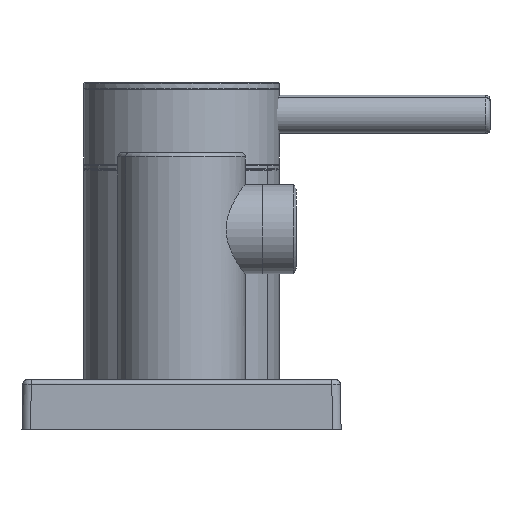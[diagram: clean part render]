
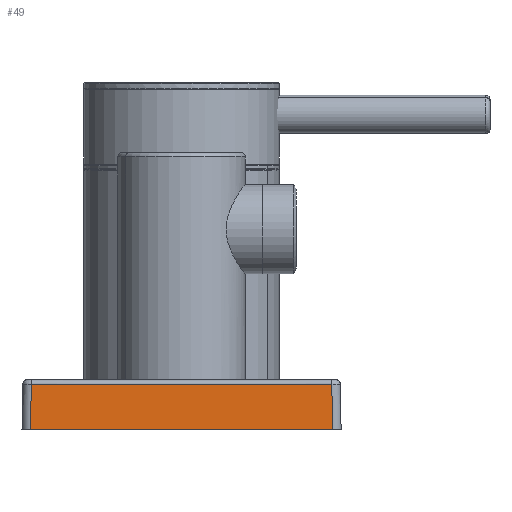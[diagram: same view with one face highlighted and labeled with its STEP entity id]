
A CAD part, left-side view. The second image highlights one B-rep face of the part: STEP entity #49.
In plain terms, the highlighted planar face has unit normal (-1, 0, 0.018).
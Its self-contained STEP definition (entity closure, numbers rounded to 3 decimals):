
#49 = ADVANCED_FACE ( 'NONE', ( #698 ), #241, .F. ) ;
#71 = DIRECTION ( 'NONE',  ( 0.017, 0., 1. ) ) ;
#97 = DIRECTION ( 'NONE',  ( 1., 0., -0.017 ) ) ;
#241 = PLANE ( 'NONE',  #2059 ) ;
#275 = CARTESIAN_POINT ( 'NONE',  ( -137.5, 37.5, 0. ) ) ;
#406 = CARTESIAN_POINT ( 'NONE',  ( -137.407, 35.408, 5.309 ) ) ;
#417 = VECTOR ( 'NONE', #1390, 1000. ) ;
#430 = LINE ( 'NONE', #406, #417 ) ;
#445 = CARTESIAN_POINT ( 'NONE',  ( -137.315, -35.315, 10.619 ) ) ;
#521 = EDGE_CURVE ( 'NONE', #1781, #2161, #430, .T. ) ;
#698 = FACE_OUTER_BOUND ( 'NONE', #1239, .T. ) ;
#823 = ORIENTED_EDGE ( 'NONE', *, *, #521, .T. ) ;
#838 = CARTESIAN_POINT ( 'NONE',  ( -137.315, 35.315, 10.619 ) ) ;
#1178 = CARTESIAN_POINT ( 'NONE',  ( -137.315, 21.189, 10.626 ) ) ;
#1206 = DIRECTION ( 'NONE',  ( 0., 1., 0. ) ) ;
#1231 = CARTESIAN_POINT ( 'NONE',  ( -137.5, 0., 0. ) ) ;
#1239 = EDGE_LOOP ( 'NONE', ( #823, #1574, #3868, #1829 ) ) ;
#1390 = DIRECTION ( 'NONE',  ( -0.017, 0.017, -1. ) ) ;
#1492 = CARTESIAN_POINT ( 'NONE',  ( -137.314, 7.063, 10.63 ) ) ;
#1540 = VECTOR ( 'NONE', #1206, 1000. ) ;
#1541 = LINE ( 'NONE', #1231, #1540 ) ;
#1574 = ORIENTED_EDGE ( 'NONE', *, *, #3531, .F. ) ;
#1781 = VERTEX_POINT ( 'NONE', #3662 ) ;
#1803 = VECTOR ( 'NONE', #2417, 1000. ) ;
#1807 = CARTESIAN_POINT ( 'NONE',  ( -137.315, -21.189, 10.626 ) ) ;
#1829 = ORIENTED_EDGE ( 'NONE', *, *, #4095, .F. ) ;
#1905 = LINE ( 'NONE', #2452, #1803 ) ;
#2059 = AXIS2_PLACEMENT_3D ( 'NONE', #275, #97, #71 ) ;
#2161 = VERTEX_POINT ( 'NONE', #4002 ) ;
#2417 = DIRECTION ( 'NONE',  ( 0.017, 0.017, 1. ) ) ;
#2452 = CARTESIAN_POINT ( 'NONE',  ( -137.407, -35.408, 5.309 ) ) ;
#3135 = B_SPLINE_CURVE_WITH_KNOTS ( 'NONE', 5,
 ( #838, #1178, #1492, #3716, #1807, #4029 ),
 .UNSPECIFIED., .F., .F.,
 ( 6, 6 ),
 ( 0., 70.63 ),
 .UNSPECIFIED. ) ;
#3411 = EDGE_CURVE ( 'NONE', #3969, #3578, #1905, .T. ) ;
#3503 = CARTESIAN_POINT ( 'NONE',  ( -137.5, -35.5, 0. ) ) ;
#3531 = EDGE_CURVE ( 'NONE', #3969, #2161, #1541, .T. ) ;
#3578 = VERTEX_POINT ( 'NONE', #445 ) ;
#3662 = CARTESIAN_POINT ( 'NONE',  ( -137.315, 35.315, 10.619 ) ) ;
#3716 = CARTESIAN_POINT ( 'NONE',  ( -137.314, -7.063, 10.63 ) ) ;
#3868 = ORIENTED_EDGE ( 'NONE', *, *, #3411, .T. ) ;
#3969 = VERTEX_POINT ( 'NONE', #3503 ) ;
#4002 = CARTESIAN_POINT ( 'NONE',  ( -137.5, 35.5, 0. ) ) ;
#4029 = CARTESIAN_POINT ( 'NONE',  ( -137.315, -35.315, 10.619 ) ) ;
#4095 = EDGE_CURVE ( 'NONE', #1781, #3578, #3135, .T. ) ;
